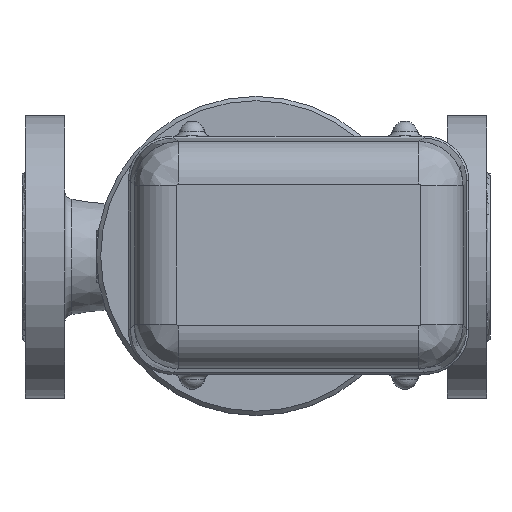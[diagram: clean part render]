
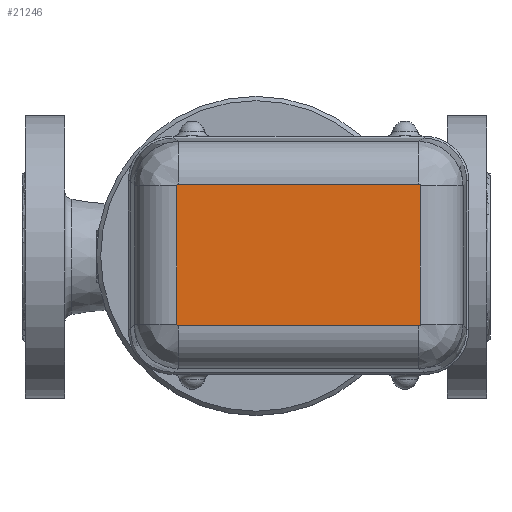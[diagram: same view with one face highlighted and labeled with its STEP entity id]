
A CAD part, top view. The second image highlights one B-rep face of the part: STEP entity #21246.
In plain terms, the highlighted planar face has unit normal (0, 0, 1).
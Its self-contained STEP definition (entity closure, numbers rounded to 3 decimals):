
#641=LINE('',#35217,#1883);
#782=LINE('',#36164,#2024);
#783=LINE('',#36169,#2025);
#785=LINE('',#36331,#2027);
#1883=VECTOR('',#25658,113.105);
#2024=VECTOR('',#26211,65.105);
#2025=VECTOR('',#26216,65.105);
#2027=VECTOR('',#26224,113.105);
#3207=B_SPLINE_CURVE_WITH_KNOTS('',3,(#36048,#36049,#36050,#36051,#36052,
#36053,#36054,#36055),.UNSPECIFIED.,.F.,.F.,(4,1,1,1,1,4),(0.,0.017,
0.034,0.069,0.103,0.12),
 .UNSPECIFIED.);
#3209=B_SPLINE_CURVE_WITH_KNOTS('',3,(#36139,#36140,#36141,#36142,#36143,
#36144,#36145,#36146,#36147,#36148),.UNSPECIFIED.,.F.,.F.,(4,1,1,1,1,1,
1,4),(0.,0.017,0.034,0.052,0.069,
0.086,0.103,0.12),.UNSPECIFIED.);
#3211=B_SPLINE_CURVE_WITH_KNOTS('',3,(#36228,#36229,#36230,#36231,#36232,
#36233,#36234,#36235),.UNSPECIFIED.,.F.,.F.,(4,1,1,1,1,4),(0.,
0.017,0.034,0.069,0.103,
0.12),.UNSPECIFIED.);
#3213=B_SPLINE_CURVE_WITH_KNOTS('',3,(#36312,#36313,#36314,#36315,#36316,
#36317,#36318,#36319,#36320),.UNSPECIFIED.,.F.,.F.,(4,1,1,1,1,1,4),(0.,
0.017,0.034,0.052,0.069,
0.103,0.12),.UNSPECIFIED.);
#4737=FACE_OUTER_BOUND('',#6265,.T.);
#6265=EDGE_LOOP('',(#15345,#15346,#15347,#15348,#15349,#15350,#15351,#15352));
#9188=VERTEX_POINT('',#35214);
#9189=VERTEX_POINT('',#35216);
#9446=VERTEX_POINT('',#36047);
#9449=VERTEX_POINT('',#36137);
#9450=VERTEX_POINT('',#36160);
#9453=VERTEX_POINT('',#36167);
#9454=VERTEX_POINT('',#36227);
#9457=VERTEX_POINT('',#36310);
#11358=EDGE_CURVE('',#9188,#9189,#641,.T.);
#11657=EDGE_CURVE('',#9189,#9446,#3207,.T.);
#11661=EDGE_CURVE('',#9449,#9188,#3209,.T.);
#11665=EDGE_CURVE('',#9446,#9450,#782,.T.);
#11667=EDGE_CURVE('',#9453,#9449,#783,.T.);
#11669=EDGE_CURVE('',#9450,#9454,#3211,.T.);
#11673=EDGE_CURVE('',#9457,#9453,#3213,.T.);
#11675=EDGE_CURVE('',#9454,#9457,#785,.T.);
#15345=ORIENTED_EDGE('',*,*,#11358,.F.);
#15346=ORIENTED_EDGE('',*,*,#11661,.F.);
#15347=ORIENTED_EDGE('',*,*,#11667,.F.);
#15348=ORIENTED_EDGE('',*,*,#11673,.F.);
#15349=ORIENTED_EDGE('',*,*,#11675,.F.);
#15350=ORIENTED_EDGE('',*,*,#11669,.F.);
#15351=ORIENTED_EDGE('',*,*,#11665,.F.);
#15352=ORIENTED_EDGE('',*,*,#11657,.F.);
#20504=PLANE('',#22972);
#21246=ADVANCED_FACE('',(#4737),#20504,.T.);
#22972=AXIS2_PLACEMENT_3D('',#36402,#26235,#26236);
#25658=DIRECTION('',(-1.,0.,0.));
#26211=DIRECTION('',(0.,1.,0.));
#26216=DIRECTION('',(0.,-1.,0.));
#26224=DIRECTION('',(1.,0.,0.));
#26235=DIRECTION('center_axis',(0.,0.,
1.));
#26236=DIRECTION('ref_axis',(1.,0.,0.));
#35214=CARTESIAN_POINT('',(76.552,-33.324,587.));
#35216=CARTESIAN_POINT('',(-36.552,-33.324,587.));
#35217=CARTESIAN_POINT('',(-9.5,-33.324,587.));
#36047=CARTESIAN_POINT('',(-37.324,-32.552,587.));
#36048=CARTESIAN_POINT('Ctrl Pts',(-36.552,-33.324,
587.));
#36049=CARTESIAN_POINT('Ctrl Pts',(-36.61,-33.324,
587.));
#36050=CARTESIAN_POINT('Ctrl Pts',(-36.726,-33.311,
587.));
#36051=CARTESIAN_POINT('Ctrl Pts',(-36.944,-33.233,
587.));
#36052=CARTESIAN_POINT('Ctrl Pts',(-37.175,-33.048,
587.));
#36053=CARTESIAN_POINT('Ctrl Pts',(-37.305,-32.782,
587.));
#36054=CARTESIAN_POINT('Ctrl Pts',(-37.324,-32.61,
587.));
#36055=CARTESIAN_POINT('Ctrl Pts',(-37.324,-32.552,
587.));
#36137=CARTESIAN_POINT('',(77.324,-32.552,587.));
#36139=CARTESIAN_POINT('Ctrl Pts',(77.324,-32.552,587.));
#36140=CARTESIAN_POINT('Ctrl Pts',(77.324,-32.61,587.));
#36141=CARTESIAN_POINT('Ctrl Pts',(77.311,-32.725,587.));
#36142=CARTESIAN_POINT('Ctrl Pts',(77.253,-32.888,587.));
#36143=CARTESIAN_POINT('Ctrl Pts',(77.159,-33.036,587.));
#36144=CARTESIAN_POINT('Ctrl Pts',(77.037,-33.158,587.));
#36145=CARTESIAN_POINT('Ctrl Pts',(76.889,-33.252,587.));
#36146=CARTESIAN_POINT('Ctrl Pts',(76.726,-33.311,587.));
#36147=CARTESIAN_POINT('Ctrl Pts',(76.61,-33.324,587.));
#36148=CARTESIAN_POINT('Ctrl Pts',(76.552,-33.324,587.));
#36160=CARTESIAN_POINT('',(-37.324,32.552,587.));
#36164=CARTESIAN_POINT('',(-37.324,17.5,587.));
#36167=CARTESIAN_POINT('',(77.324,32.552,587.));
#36169=CARTESIAN_POINT('',(77.324,-17.5,587.));
#36227=CARTESIAN_POINT('',(-36.552,33.324,587.));
#36228=CARTESIAN_POINT('Ctrl Pts',(-37.324,32.552,587.));
#36229=CARTESIAN_POINT('Ctrl Pts',(-37.324,32.61,587.));
#36230=CARTESIAN_POINT('Ctrl Pts',(-37.311,32.726,587.));
#36231=CARTESIAN_POINT('Ctrl Pts',(-37.233,32.944,587.));
#36232=CARTESIAN_POINT('Ctrl Pts',(-37.048,33.175,587.));
#36233=CARTESIAN_POINT('Ctrl Pts',(-36.782,33.305,587.));
#36234=CARTESIAN_POINT('Ctrl Pts',(-36.61,33.324,587.));
#36235=CARTESIAN_POINT('Ctrl Pts',(-36.552,33.324,587.));
#36310=CARTESIAN_POINT('',(76.552,33.324,587.));
#36312=CARTESIAN_POINT('Ctrl Pts',(76.552,33.324,587.));
#36313=CARTESIAN_POINT('Ctrl Pts',(76.61,33.324,587.));
#36314=CARTESIAN_POINT('Ctrl Pts',(76.725,33.311,587.));
#36315=CARTESIAN_POINT('Ctrl Pts',(76.888,33.253,587.));
#36316=CARTESIAN_POINT('Ctrl Pts',(77.036,33.159,587.));
#36317=CARTESIAN_POINT('Ctrl Pts',(77.2,32.996,587.));
#36318=CARTESIAN_POINT('Ctrl Pts',(77.304,32.783,587.));
#36319=CARTESIAN_POINT('Ctrl Pts',(77.324,32.61,587.));
#36320=CARTESIAN_POINT('Ctrl Pts',(77.324,32.552,587.));
#36331=CARTESIAN_POINT('',(49.5,33.324,587.));
#36402=CARTESIAN_POINT('Origin',(20.,0.,587.));
